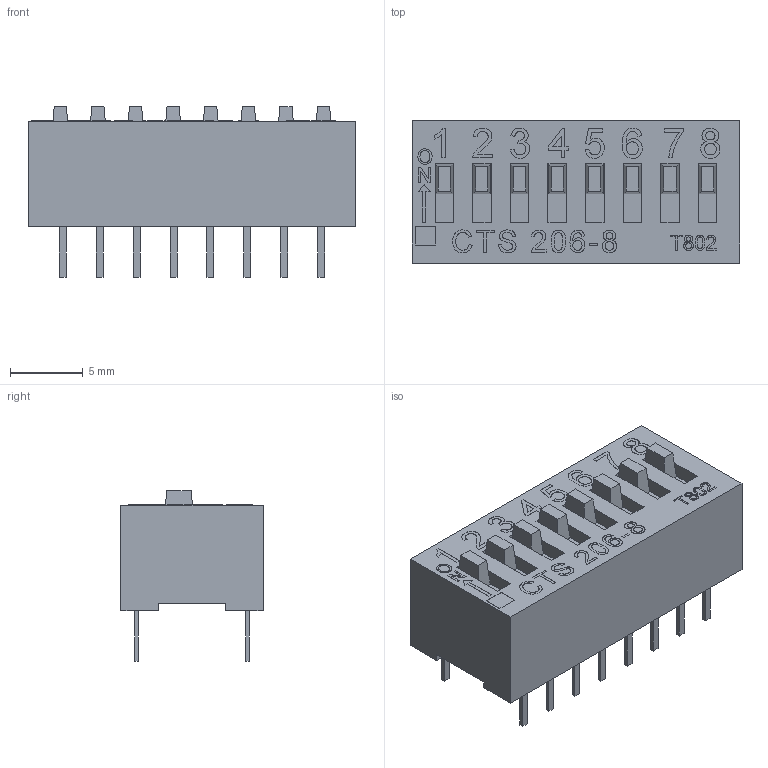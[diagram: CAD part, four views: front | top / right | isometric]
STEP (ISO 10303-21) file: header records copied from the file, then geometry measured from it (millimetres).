
FILE_DESCRIPTION (( 'STEP AP214' ), '1' );
FILE_NAME ('0CD822B1-53EE-4141-A362-C575EAEC0E2A.STEP', '2008-03-25T18:34:05', ( 'sysAdmin' ), ( 'SolidWorks' ), 'SwSTEP 2.0', 'SolidWorks 2008', '' );
FILE_SCHEMA (( 'AUTOMOTIVE_DESIGN' ));
Length unit declared in the file: millimetre
Products named in the file (1): 0CD822B1-53EE-4141-A362-C575EAEC0E2A
Bounding box: 22.5 x 9.78 x 11.75 mm (x, y, z)
Volume: 1539.5 mm3; surface area: 1178.7 mm2
Topology: 1 solids, 1 shells, 482 faces, 1236 edges, 824 vertices
Faces by surface type: plane 299, bspline 183
Entity records: 26850 total; most frequent: CARTESIAN_POINT 14382, ORIENTED_EDGE 2472, DIRECTION 1470, EDGE_CURVE 1236, VECTOR 870, LINE 870, VERTEX_POINT 824, EDGE_LOOP 550
